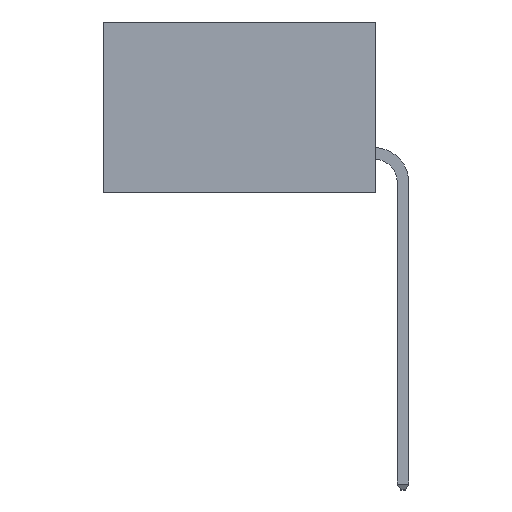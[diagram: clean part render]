
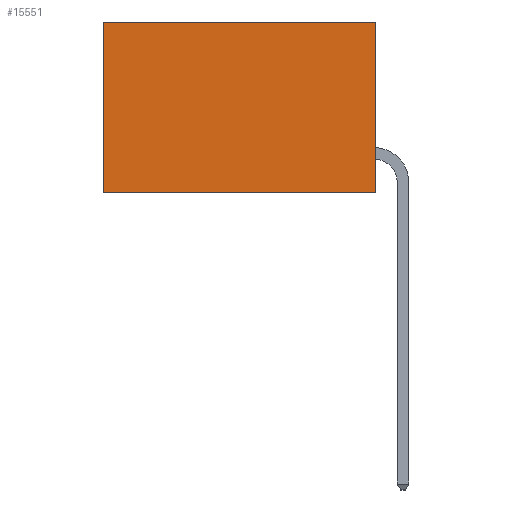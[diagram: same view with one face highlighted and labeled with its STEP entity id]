
A CAD part, left-side view. The second image highlights one B-rep face of the part: STEP entity #15551.
In plain terms, the highlighted planar face has unit normal (-1, 0, 0).
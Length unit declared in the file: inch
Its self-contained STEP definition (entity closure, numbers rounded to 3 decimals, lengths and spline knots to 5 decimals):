
#116 = VECTOR ( 'NONE', #23333, 39.37008 ) ;
#1003 = VECTOR ( 'NONE', #20638, 39.37008 ) ;
#1682 = AXIS2_PLACEMENT_3D ( 'NONE', #18464, #6669, #20411 ) ;
#1745 = VERTEX_POINT ( 'NONE', #12108 ) ;
#1990 = DIRECTION ( 'NONE',  ( 0., 1., 0. ) ) ;
#3369 = VECTOR ( 'NONE', #6885, 39.37008 ) ;
#3383 = CARTESIAN_POINT ( 'NONE',  ( 0.277, 0.59, 0. ) ) ;
#4113 = VECTOR ( 'NONE', #1990, 39.37008 ) ;
#4175 = ORIENTED_EDGE ( 'NONE', *, *, #5066, .T. ) ;
#4678 = PLANE ( 'NONE',  #1682 ) ;
#4825 = FACE_OUTER_BOUND ( 'NONE', #19647, .T. ) ;
#5066 = EDGE_CURVE ( 'NONE', #23999, #1745, #8621, .T. ) ;
#5686 = LINE ( 'NONE', #19931, #1003 ) ;
#6160 = CARTESIAN_POINT ( 'NONE',  ( 0.277, 0., 0. ) ) ;
#6669 = DIRECTION ( 'NONE',  ( 1., 0., 0. ) ) ;
#6885 = DIRECTION ( 'NONE',  ( 0., 0., -1. ) ) ;
#7362 = CARTESIAN_POINT ( 'NONE',  ( 0.277, 0.59, -0.37 ) ) ;
#7373 = ORIENTED_EDGE ( 'NONE', *, *, #8659, .T. ) ;
#8621 = LINE ( 'NONE', #7362, #3369 ) ;
#8659 = EDGE_CURVE ( 'NONE', #18908, #23999, #5686, .T. ) ;
#10668 = LINE ( 'NONE', #21427, #116 ) ;
#12108 = CARTESIAN_POINT ( 'NONE',  ( 0.277, 0.59, -0.37 ) ) ;
#12603 = ORIENTED_EDGE ( 'NONE', *, *, #17257, .F. ) ;
#13854 = VERTEX_POINT ( 'NONE', #15427 ) ;
#15427 = CARTESIAN_POINT ( 'NONE',  ( 0.277, 0., -0.37 ) ) ;
#15551 = ADVANCED_FACE ( 'NONE', ( #4825 ), #4678, .F. ) ;
#17257 = EDGE_CURVE ( 'NONE', #13854, #1745, #24254, .T. ) ;
#18464 = CARTESIAN_POINT ( 'NONE',  ( 0.277, 0., -0.37 ) ) ;
#18908 = VERTEX_POINT ( 'NONE', #6160 ) ;
#19647 = EDGE_LOOP ( 'NONE', ( #4175, #12603, #24764, #7373 ) ) ;
#19931 = CARTESIAN_POINT ( 'NONE',  ( 0.277, 0., 0. ) ) ;
#20411 = DIRECTION ( 'NONE',  ( 0., 0., -1. ) ) ;
#20638 = DIRECTION ( 'NONE',  ( 0., 1., 0. ) ) ;
#21427 = CARTESIAN_POINT ( 'NONE',  ( 0.277, 0., -0.37 ) ) ;
#21633 = EDGE_CURVE ( 'NONE', #18908, #13854, #10668, .T. ) ;
#23333 = DIRECTION ( 'NONE',  ( 0., 0., -1. ) ) ;
#23999 = VERTEX_POINT ( 'NONE', #3383 ) ;
#24254 = LINE ( 'NONE', #25367, #4113 ) ;
#24764 = ORIENTED_EDGE ( 'NONE', *, *, #21633, .F. ) ;
#25367 = CARTESIAN_POINT ( 'NONE',  ( 0.277, 0., -0.37 ) ) ;
